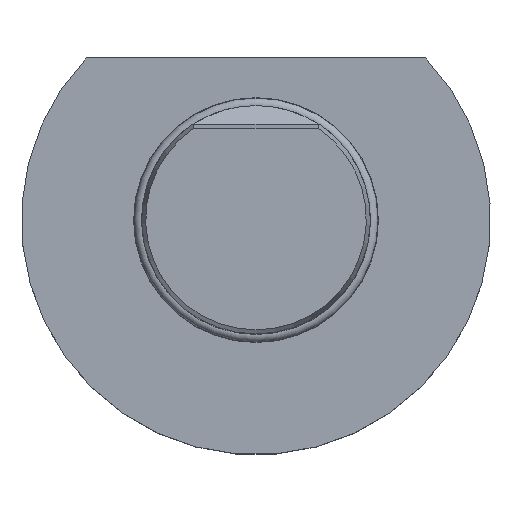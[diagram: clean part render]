
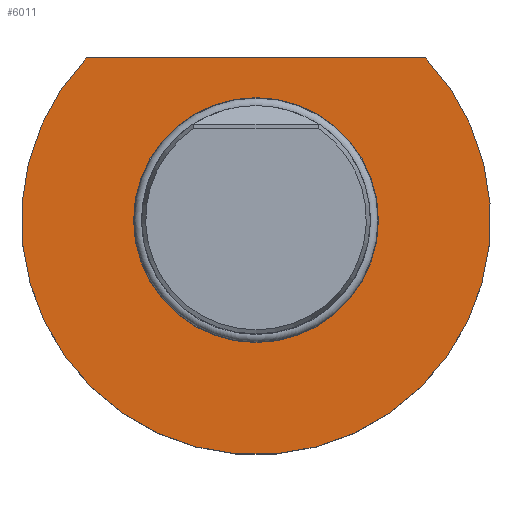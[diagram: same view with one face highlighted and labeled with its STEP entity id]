
A CAD part, top view. The second image highlights one B-rep face of the part: STEP entity #6011.
In plain terms, the highlighted planar face has unit normal (0, 0, 1).
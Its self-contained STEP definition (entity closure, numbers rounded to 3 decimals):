
#107 = AXIS2_PLACEMENT_3D ( 'NONE', #1533, #14237, #3806 ) ;
#288 = CARTESIAN_POINT ( 'NONE',  ( -44.452, 42.5, 0. ) ) ;
#429 = VECTOR ( 'NONE', #11384, 1000. ) ;
#509 = CIRCLE ( 'NONE', #4618, 31.411 ) ;
#1449 = EDGE_CURVE ( 'NONE', #12641, #3066, #12584, .T. ) ;
#1533 = CARTESIAN_POINT ( 'NONE',  ( 0., 0., 0. ) ) ;
#2915 = FACE_BOUND ( 'NONE', #3732, .T. ) ;
#2990 = PLANE ( 'NONE',  #5785 ) ;
#3066 = VERTEX_POINT ( 'NONE', #288 ) ;
#3471 = EDGE_CURVE ( 'NONE', #6577, #6577, #509, .T. ) ;
#3732 = EDGE_LOOP ( 'NONE', ( #10088 ) ) ;
#3806 = DIRECTION ( 'NONE',  ( 0., 1., 0. ) ) ;
#4618 = AXIS2_PLACEMENT_3D ( 'NONE', #10708, #8310, #8465 ) ;
#5602 = CARTESIAN_POINT ( 'NONE',  ( 44.452, 42.5, 0. ) ) ;
#5785 = AXIS2_PLACEMENT_3D ( 'NONE', #11136, #7629, #6644 ) ;
#6011 = ADVANCED_FACE ( 'Defeature completata1_72', ( #13407, #2915 ), #2990, .T. ) ;
#6577 = VERTEX_POINT ( 'NONE', #8755 ) ;
#6644 = DIRECTION ( 'NONE',  ( 0., -1., 0. ) ) ;
#7339 = CIRCLE ( 'NONE', #107, 61.5 ) ;
#7629 = DIRECTION ( 'NONE',  ( 0., 0., 1. ) ) ;
#7983 = ORIENTED_EDGE ( 'NONE', *, *, #1449, .T. ) ;
#8137 = CARTESIAN_POINT ( 'NONE',  ( 0., 42.5, 0. ) ) ;
#8310 = DIRECTION ( 'NONE',  ( 0., 0., 1. ) ) ;
#8465 = DIRECTION ( 'NONE',  ( -1., 0., 0. ) ) ;
#8755 = CARTESIAN_POINT ( 'NONE',  ( -31.411, 0., 0. ) ) ;
#10088 = ORIENTED_EDGE ( 'NONE', *, *, #3471, .F. ) ;
#10708 = CARTESIAN_POINT ( 'NONE',  ( 0., 0., 0. ) ) ;
#11136 = CARTESIAN_POINT ( 'NONE',  ( 0., 30., 0. ) ) ;
#11384 = DIRECTION ( 'NONE',  ( -1., 0., 0. ) ) ;
#12584 = LINE ( 'NONE', #8137, #429 ) ;
#12641 = VERTEX_POINT ( 'NONE', #5602 ) ;
#13407 = FACE_OUTER_BOUND ( 'NONE', #14203, .T. ) ;
#13513 = EDGE_CURVE ( 'NONE', #3066, #12641, #7339, .T. ) ;
#14203 = EDGE_LOOP ( 'NONE', ( #7983, #14689 ) ) ;
#14237 = DIRECTION ( 'NONE',  ( 0., 0., 1. ) ) ;
#14689 = ORIENTED_EDGE ( 'NONE', *, *, #13513, .T. ) ;
